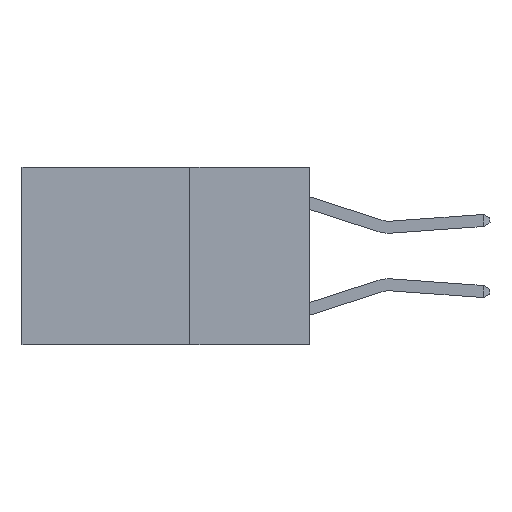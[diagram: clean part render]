
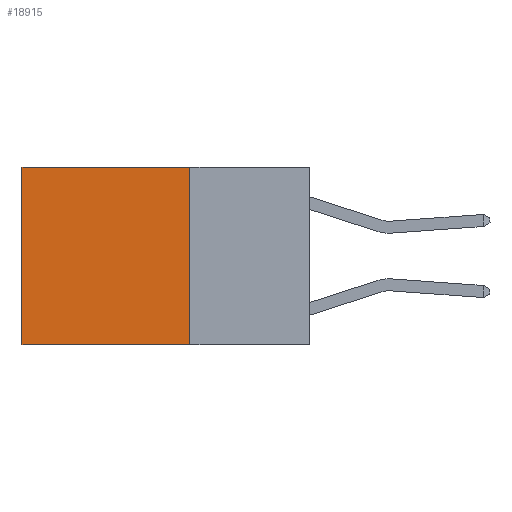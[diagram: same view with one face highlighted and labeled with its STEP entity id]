
A CAD part, left-side view. The second image highlights one B-rep face of the part: STEP entity #18915.
In plain terms, the highlighted planar face has unit normal (-1, 0, 0).
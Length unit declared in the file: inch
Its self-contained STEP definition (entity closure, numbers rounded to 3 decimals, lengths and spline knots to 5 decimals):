
#97 = VECTOR ( 'NONE', #15862, 39.37008 ) ;
#1199 = FACE_OUTER_BOUND ( 'NONE', #12336, .T. ) ;
#2071 = CARTESIAN_POINT ( 'NONE',  ( 0.2625, 0.6, 0. ) ) ;
#3822 = DIRECTION ( 'NONE',  ( 0., 0., -1. ) ) ;
#4054 = CARTESIAN_POINT ( 'NONE',  ( 0.2625, 0.25, 0. ) ) ;
#5369 = VERTEX_POINT ( 'NONE', #23042 ) ;
#5589 = LINE ( 'NONE', #10633, #28210 ) ;
#6019 = CARTESIAN_POINT ( 'NONE',  ( 0.2625, 0.6, 0. ) ) ;
#6072 = LINE ( 'NONE', #24860, #97 ) ;
#6303 = DIRECTION ( 'NONE',  ( 1., 0., 0. ) ) ;
#6384 = ORIENTED_EDGE ( 'NONE', *, *, #21631, .T. ) ;
#7406 = VECTOR ( 'NONE', #8846, 39.37008 ) ;
#8122 = ORIENTED_EDGE ( 'NONE', *, *, #20348, .T. ) ;
#8389 = CARTESIAN_POINT ( 'NONE',  ( 0.2625, 0.25, 0. ) ) ;
#8846 = DIRECTION ( 'NONE',  ( 0., 0., -1. ) ) ;
#8987 = CARTESIAN_POINT ( 'NONE',  ( 0.2625, 0.25, -0.37 ) ) ;
#9750 = AXIS2_PLACEMENT_3D ( 'NONE', #4054, #6303, #22163 ) ;
#10633 = CARTESIAN_POINT ( 'NONE',  ( 0.2625, 0.25, 0. ) ) ;
#10995 = VECTOR ( 'NONE', #22574, 39.37008 ) ;
#12153 = ORIENTED_EDGE ( 'NONE', *, *, #13972, .F. ) ;
#12336 = EDGE_LOOP ( 'NONE', ( #6384, #19514, #12153, #8122 ) ) ;
#13250 = VERTEX_POINT ( 'NONE', #8389 ) ;
#13460 = LINE ( 'NONE', #2071, #7406 ) ;
#13972 = EDGE_CURVE ( 'NONE', #13250, #5369, #5589, .T. ) ;
#15862 = DIRECTION ( 'NONE',  ( 0., 1., 0. ) ) ;
#17013 = LINE ( 'NONE', #8987, #10995 ) ;
#17202 = VERTEX_POINT ( 'NONE', #24378 ) ;
#18915 = ADVANCED_FACE ( 'NONE', ( #1199 ), #26578, .F. ) ;
#19514 = ORIENTED_EDGE ( 'NONE', *, *, #21023, .F. ) ;
#20348 = EDGE_CURVE ( 'NONE', #13250, #27497, #6072, .T. ) ;
#21023 = EDGE_CURVE ( 'NONE', #5369, #17202, #17013, .T. ) ;
#21631 = EDGE_CURVE ( 'NONE', #27497, #17202, #13460, .T. ) ;
#22163 = DIRECTION ( 'NONE',  ( 0., 0., -1. ) ) ;
#22574 = DIRECTION ( 'NONE',  ( 0., 1., 0. ) ) ;
#23042 = CARTESIAN_POINT ( 'NONE',  ( 0.2625, 0.25, -0.37 ) ) ;
#24378 = CARTESIAN_POINT ( 'NONE',  ( 0.2625, 0.6, -0.37 ) ) ;
#24860 = CARTESIAN_POINT ( 'NONE',  ( 0.2625, 0.25, 0. ) ) ;
#26578 = PLANE ( 'NONE',  #9750 ) ;
#27497 = VERTEX_POINT ( 'NONE', #6019 ) ;
#28210 = VECTOR ( 'NONE', #3822, 39.37008 ) ;
